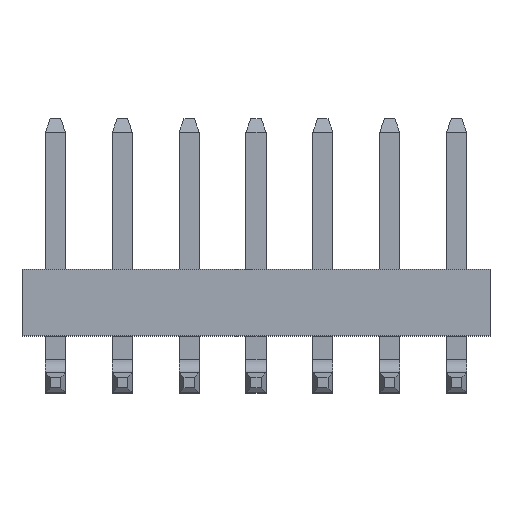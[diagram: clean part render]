
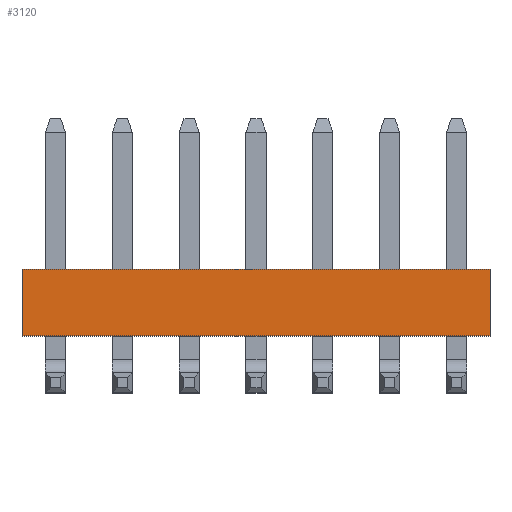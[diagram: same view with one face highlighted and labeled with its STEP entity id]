
A CAD part, top view. The second image highlights one B-rep face of the part: STEP entity #3120.
In plain terms, the highlighted planar face has unit normal (0, 0, 1).
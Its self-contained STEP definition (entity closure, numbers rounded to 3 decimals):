
#13 = CARTESIAN_POINT ( 'NONE',  ( -3.5, 0.85, 1.55 ) ) ;
#47 = DIRECTION ( 'NONE',  ( 0., 1., 0. ) ) ;
#57 = EDGE_LOOP ( 'NONE', ( #2109, #1602, #2579, #1517 ) ) ;
#168 = LINE ( 'NONE', #2641, #916 ) ;
#527 = VERTEX_POINT ( 'NONE', #720 ) ;
#602 = FACE_OUTER_BOUND ( 'NONE', #57, .T. ) ;
#720 = CARTESIAN_POINT ( 'NONE',  ( -3.5, 1.85, 1.55 ) ) ;
#725 = DIRECTION ( 'NONE',  ( 0., 1., 0. ) ) ;
#764 = PLANE ( 'NONE',  #2926 ) ;
#845 = EDGE_CURVE ( 'NONE', #2757, #527, #168, .T. ) ;
#916 = VECTOR ( 'NONE', #725, 1000. ) ;
#963 = CARTESIAN_POINT ( 'NONE',  ( 3.5, 1.85, 1.55 ) ) ;
#970 = EDGE_CURVE ( 'NONE', #1846, #1782, #1350, .T. ) ;
#998 = CARTESIAN_POINT ( 'NONE',  ( 3.5, 0.85, 1.55 ) ) ;
#1033 = DIRECTION ( 'NONE',  ( 1., 0., 0. ) ) ;
#1052 = DIRECTION ( 'NONE',  ( 0., 0., 1. ) ) ;
#1082 = EDGE_CURVE ( 'NONE', #2757, #1846, #2285, .T. ) ;
#1147 = LINE ( 'NONE', #2036, #3031 ) ;
#1312 = CARTESIAN_POINT ( 'NONE',  ( -3.5, 0.85, 1.55 ) ) ;
#1350 = LINE ( 'NONE', #998, #2787 ) ;
#1500 = VECTOR ( 'NONE', #1033, 1000. ) ;
#1517 = ORIENTED_EDGE ( 'NONE', *, *, #970, .T. ) ;
#1602 = ORIENTED_EDGE ( 'NONE', *, *, #845, .F. ) ;
#1782 = VERTEX_POINT ( 'NONE', #963 ) ;
#1846 = VERTEX_POINT ( 'NONE', #3009 ) ;
#2036 = CARTESIAN_POINT ( 'NONE',  ( -3.5, 1.85, 1.55 ) ) ;
#2109 = ORIENTED_EDGE ( 'NONE', *, *, #2649, .F. ) ;
#2277 = DIRECTION ( 'NONE',  ( 1., 0., 0. ) ) ;
#2285 = LINE ( 'NONE', #13, #1500 ) ;
#2511 = DIRECTION ( 'NONE',  ( 1., 0., 0. ) ) ;
#2579 = ORIENTED_EDGE ( 'NONE', *, *, #1082, .T. ) ;
#2641 = CARTESIAN_POINT ( 'NONE',  ( -3.5, 0.85, 1.55 ) ) ;
#2649 = EDGE_CURVE ( 'NONE', #527, #1782, #1147, .T. ) ;
#2757 = VERTEX_POINT ( 'NONE', #2994 ) ;
#2787 = VECTOR ( 'NONE', #47, 1000. ) ;
#2926 = AXIS2_PLACEMENT_3D ( 'NONE', #1312, #1052, #2511 ) ;
#2994 = CARTESIAN_POINT ( 'NONE',  ( -3.5, 0.85, 1.55 ) ) ;
#3009 = CARTESIAN_POINT ( 'NONE',  ( 3.5, 0.85, 1.55 ) ) ;
#3031 = VECTOR ( 'NONE', #2277, 1000. ) ;
#3120 = ADVANCED_FACE ( 'NONE', ( #602 ), #764, .T. ) ;
